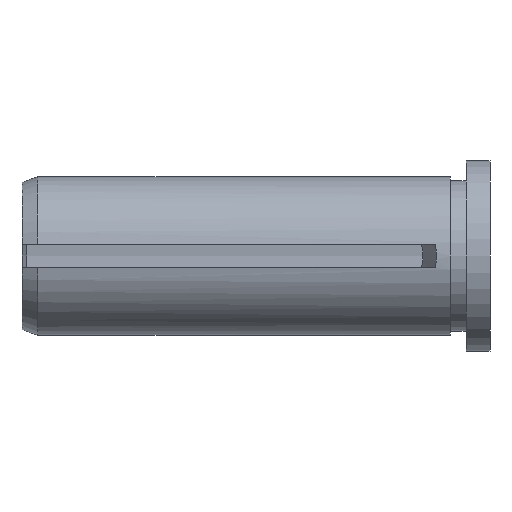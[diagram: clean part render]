
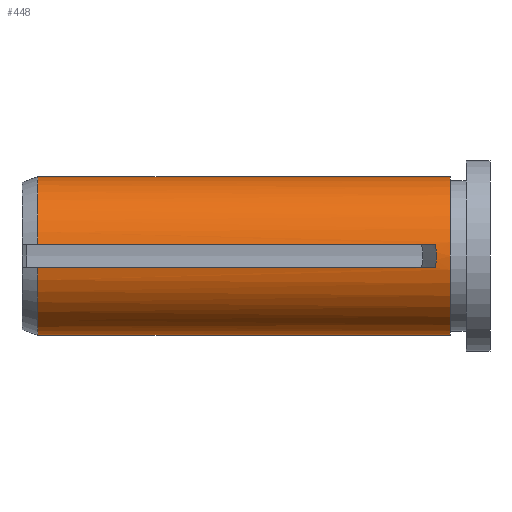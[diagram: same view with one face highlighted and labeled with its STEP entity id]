
A CAD part, front view. The second image highlights one B-rep face of the part: STEP entity #448.
In plain terms, the highlighted cylindrical face has radius 5 mm (diameter 10 mm), a partial arc.
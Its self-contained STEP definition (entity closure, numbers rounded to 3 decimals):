
#25 = B_SPLINE_CURVE_WITH_KNOTS ( 'NONE', 3,
 ( #530, #538, #536, #529 ),
 .UNSPECIFIED., .F., .F.,
 ( 4, 4 ),
 ( 0., 0.002 ),
 .UNSPECIFIED. ) ;
#49 = EDGE_LOOP ( 'NONE', ( #63, #75, #165, #599, #163, #162, #598, #597 ) ) ;
#63 = ORIENTED_EDGE ( 'NONE', *, *, #157, .F. ) ;
#75 = ORIENTED_EDGE ( 'NONE', *, *, #424, .T. ) ;
#140 = EDGE_CURVE ( 'NONE', #601, #607, #647, .T. ) ;
#149 = EDGE_CURVE ( 'NONE', #616, #627, #664, .T. ) ;
#152 = EDGE_CURVE ( 'NONE', #614, #607, #663, .T. ) ;
#157 = EDGE_CURVE ( 'NONE', #600, #614, #669, .T. ) ;
#162 = ORIENTED_EDGE ( 'NONE', *, *, #426, .T. ) ;
#163 = ORIENTED_EDGE ( 'NONE', *, *, #425, .F. ) ;
#165 = ORIENTED_EDGE ( 'NONE', *, *, #149, .T. ) ;
#191 = FACE_OUTER_BOUND ( 'NONE', #49, .T. ) ;
#195 = CYLINDRICAL_SURFACE ( 'NONE', #329, 5. ) ;
#250 = AXIS2_PLACEMENT_3D ( 'NONE', #535, #534, #532 ) ;
#251 = AXIS2_PLACEMENT_3D ( 'NONE', #541, #540, #539 ) ;
#291 = DIRECTION ( 'NONE',  ( -1., 0., 0. ) ) ;
#292 = CARTESIAN_POINT ( 'NONE',  ( -33.373, 0., 5. ) ) ;
#306 = AXIS2_PLACEMENT_3D ( 'NONE', #346, #345, #343 ) ;
#329 = AXIS2_PLACEMENT_3D ( 'NONE', #365, #367, #373 ) ;
#338 = CARTESIAN_POINT ( 'NONE',  ( -33.373, 0., -5. ) ) ;
#343 = DIRECTION ( 'NONE',  ( 0., 0., 1. ) ) ;
#345 = DIRECTION ( 'NONE',  ( -1., 0., 0. ) ) ;
#346 = CARTESIAN_POINT ( 'NONE',  ( -28.5, 0., 0. ) ) ;
#359 = CARTESIAN_POINT ( 'NONE',  ( -28.5, -4.943, -0.75 ) ) ;
#363 = CARTESIAN_POINT ( 'NONE',  ( -3.433, -4.943, -0.75 ) ) ;
#365 = CARTESIAN_POINT ( 'NONE',  ( -33.373, 0., 0. ) ) ;
#367 = DIRECTION ( 'NONE',  ( -1., 0., 0. ) ) ;
#372 = CARTESIAN_POINT ( 'NONE',  ( -2.5, 0., -5. ) ) ;
#373 = DIRECTION ( 'NONE',  ( 0., 0., 1. ) ) ;
#377 = CARTESIAN_POINT ( 'NONE',  ( -28.5, -4.943, 0.75 ) ) ;
#423 = EDGE_CURVE ( 'NONE', #602, #627, #695, .T. ) ;
#424 = EDGE_CURVE ( 'NONE', #600, #616, #700, .T. ) ;
#425 = EDGE_CURVE ( 'NONE', #613, #602, #698, .T. ) ;
#426 = EDGE_CURVE ( 'NONE', #613, #601, #25, .T. ) ;
#448 = ADVANCED_FACE ( 'NONE', ( #191 ), #195, .T. ) ;
#454 = DIRECTION ( 'NONE',  ( -1., 0., 0. ) ) ;
#477 = DIRECTION ( 'NONE',  ( -1., 0., 0. ) ) ;
#484 = CARTESIAN_POINT ( 'NONE',  ( -33.373, -4.943, -0.75 ) ) ;
#529 = CARTESIAN_POINT ( 'NONE',  ( -3.433, -4.943, -0.75 ) ) ;
#530 = CARTESIAN_POINT ( 'NONE',  ( -3.433, -4.943, 0.75 ) ) ;
#532 = DIRECTION ( 'NONE',  ( 0., 0., 1. ) ) ;
#534 = DIRECTION ( 'NONE',  ( -1., 0., 0. ) ) ;
#535 = CARTESIAN_POINT ( 'NONE',  ( -2.5, 0., 0. ) ) ;
#536 = CARTESIAN_POINT ( 'NONE',  ( -3.372, -5.019, -0.25 ) ) ;
#538 = CARTESIAN_POINT ( 'NONE',  ( -3.372, -5.019, 0.25 ) ) ;
#539 = DIRECTION ( 'NONE',  ( 0., 0., 1. ) ) ;
#540 = DIRECTION ( 'NONE',  ( -1., 0., 0. ) ) ;
#541 = CARTESIAN_POINT ( 'NONE',  ( -28.5, 0., 0. ) ) ;
#542 = CARTESIAN_POINT ( 'NONE',  ( -33.373, -4.943, 0.75 ) ) ;
#543 = DIRECTION ( 'NONE',  ( -1., 0., 0. ) ) ;
#555 = CARTESIAN_POINT ( 'NONE',  ( -28.5, 0., 5. ) ) ;
#569 = CARTESIAN_POINT ( 'NONE',  ( -2.5, 0., 5. ) ) ;
#572 = CARTESIAN_POINT ( 'NONE',  ( -28.5, 0., -5. ) ) ;
#573 = CARTESIAN_POINT ( 'NONE',  ( -3.433, -4.943, 0.75 ) ) ;
#597 = ORIENTED_EDGE ( 'NONE', *, *, #152, .F. ) ;
#598 = ORIENTED_EDGE ( 'NONE', *, *, #140, .T. ) ;
#599 = ORIENTED_EDGE ( 'NONE', *, *, #423, .F. ) ;
#600 = VERTEX_POINT ( 'NONE', #372 ) ;
#601 = VERTEX_POINT ( 'NONE', #363 ) ;
#602 = VERTEX_POINT ( 'NONE', #377 ) ;
#607 = VERTEX_POINT ( 'NONE', #359 ) ;
#613 = VERTEX_POINT ( 'NONE', #573 ) ;
#614 = VERTEX_POINT ( 'NONE', #572 ) ;
#616 = VERTEX_POINT ( 'NONE', #569 ) ;
#627 = VERTEX_POINT ( 'NONE', #555 ) ;
#647 = LINE ( 'NONE', #484, #656 ) ;
#656 = VECTOR ( 'NONE', #477, 1000. ) ;
#663 = CIRCLE ( 'NONE', #306, 5. ) ;
#664 = LINE ( 'NONE', #292, #666 ) ;
#666 = VECTOR ( 'NONE', #291, 1000. ) ;
#669 = LINE ( 'NONE', #338, #677 ) ;
#677 = VECTOR ( 'NONE', #454, 1000. ) ;
#695 = CIRCLE ( 'NONE', #251, 5. ) ;
#698 = LINE ( 'NONE', #542, #703 ) ;
#700 = CIRCLE ( 'NONE', #250, 5. ) ;
#703 = VECTOR ( 'NONE', #543, 1000. ) ;
